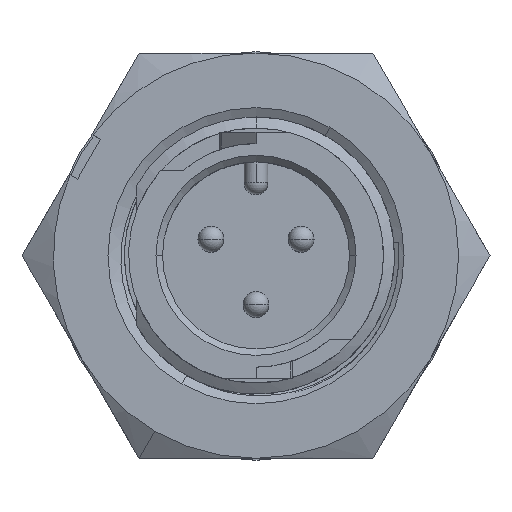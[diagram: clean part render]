
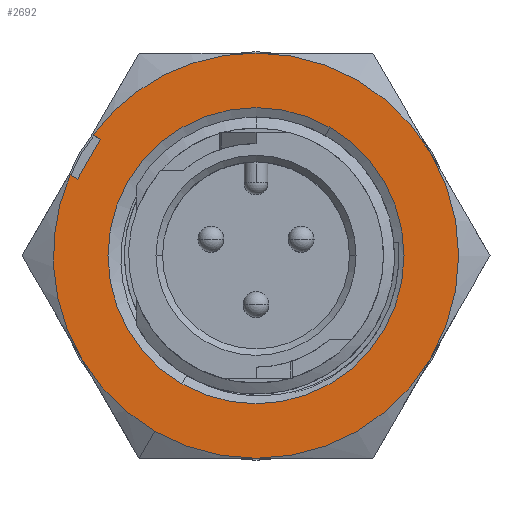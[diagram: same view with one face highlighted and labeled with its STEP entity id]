
A CAD part, top view. The second image highlights one B-rep face of the part: STEP entity #2692.
In plain terms, the highlighted planar face has unit normal (0, 0, 1).
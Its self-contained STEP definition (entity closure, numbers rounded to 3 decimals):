
#77 = CARTESIAN_POINT ( 'NONE',  ( 0., 0., 10.236 ) ) ;
#161 = VERTEX_POINT ( 'NONE', #3725 ) ;
#391 = CIRCLE ( 'NONE', #12723, 5.753 ) ;
#392 = VERTEX_POINT ( 'NONE', #11426 ) ;
#399 = EDGE_CURVE ( 'NONE', #8687, #9478, #2309, .T. ) ;
#562 = CARTESIAN_POINT ( 'NONE',  ( 13.638, -7.874, 10.236 ) ) ;
#606 = DIRECTION ( 'NONE',  ( 0.5, 0.866, 0. ) ) ;
#733 = VECTOR ( 'NONE', #606, 1000. ) ;
#859 = VERTEX_POINT ( 'NONE', #8665 ) ;
#947 = CARTESIAN_POINT ( 'NONE',  ( -6.045, 4.516, 10.236 ) ) ;
#1144 = EDGE_CURVE ( 'NONE', #6673, #2480, #1209, .T. ) ;
#1209 = CIRCLE ( 'NONE', #9282, 7.874 ) ;
#1499 = CARTESIAN_POINT ( 'NONE',  ( -6.934, 2.977, 10.236 ) ) ;
#1525 = DIRECTION ( 'NONE',  ( 0., 0., -1. ) ) ;
#1563 = AXIS2_PLACEMENT_3D ( 'NONE', #7134, #6075, #10986 ) ;
#1864 = DIRECTION ( 'NONE',  ( -0.5, -0.866, 0. ) ) ;
#1868 = FACE_OUTER_BOUND ( 'NONE', #8830, .T. ) ;
#2039 = DIRECTION ( 'NONE',  ( -0.5, -0.866, 0. ) ) ;
#2060 = CARTESIAN_POINT ( 'NONE',  ( 0., -7.874, 10.236 ) ) ;
#2084 = DIRECTION ( 'NONE',  ( 0., 0., -1. ) ) ;
#2125 = ORIENTED_EDGE ( 'NONE', *, *, #13043, .F. ) ;
#2172 = DIRECTION ( 'NONE',  ( 0., 0., -1. ) ) ;
#2201 = AXIS2_PLACEMENT_3D ( 'NONE', #77, #8199, #1864 ) ;
#2211 = DIRECTION ( 'NONE',  ( -0.5, -0.866, 0. ) ) ;
#2309 = LINE ( 'NONE', #4411, #10821 ) ;
#2375 = EDGE_CURVE ( 'NONE', #392, #4335, #391, .T. ) ;
#2424 = CIRCLE ( 'NONE', #10919, 7.874 ) ;
#2480 = VERTEX_POINT ( 'NONE', #7358 ) ;
#2538 = LINE ( 'NONE', #6596, #733 ) ;
#2633 = VERTEX_POINT ( 'NONE', #5004 ) ;
#2692 = ADVANCED_FACE ( 'NONE', ( #8991, #1868 ), #5936, .F. ) ;
#2720 = AXIS2_PLACEMENT_3D ( 'NONE', #11245, #12245, #7999 ) ;
#2845 = CIRCLE ( 'NONE', #1563, 7.874 ) ;
#2897 = DIRECTION ( 'NONE',  ( 0., 0., -1. ) ) ;
#3046 = DIRECTION ( 'NONE',  ( -0.5, -0.866, 0. ) ) ;
#3048 = EDGE_CURVE ( 'NONE', #9478, #161, #13163, .T. ) ;
#3357 = CARTESIAN_POINT ( 'NONE',  ( 6.819, -3.937, 10.236 ) ) ;
#3519 = EDGE_CURVE ( 'NONE', #6397, #6673, #2424, .T. ) ;
#3725 = CARTESIAN_POINT ( 'NONE',  ( 0., 7.874, 10.236 ) ) ;
#3962 = CARTESIAN_POINT ( 'NONE',  ( 0., 0., 10.236 ) ) ;
#4001 = EDGE_CURVE ( 'NONE', #4335, #392, #12412, .T. ) ;
#4084 = CARTESIAN_POINT ( 'NONE',  ( 0., 0., 10.236 ) ) ;
#4288 = ORIENTED_EDGE ( 'NONE', *, *, #9769, .F. ) ;
#4335 = VERTEX_POINT ( 'NONE', #8145 ) ;
#4411 = CARTESIAN_POINT ( 'NONE',  ( -7.296, 5.239, 10.236 ) ) ;
#4668 = AXIS2_PLACEMENT_3D ( 'NONE', #562, #11127, #9988 ) ;
#5004 = CARTESIAN_POINT ( 'NONE',  ( -6.819, -3.937, 10.236 ) ) ;
#5039 = CARTESIAN_POINT ( 'NONE',  ( 0., 0., 10.236 ) ) ;
#5377 = ORIENTED_EDGE ( 'NONE', *, *, #2375, .T. ) ;
#5492 = CARTESIAN_POINT ( 'NONE',  ( 0., 0., 10.236 ) ) ;
#5543 = CARTESIAN_POINT ( 'NONE',  ( 0., 0., 10.236 ) ) ;
#5675 = DIRECTION ( 'NONE',  ( -0.866, 0.5, 0. ) ) ;
#5936 = PLANE ( 'NONE',  #4668 ) ;
#6064 = CIRCLE ( 'NONE', #8812, 7.874 ) ;
#6075 = DIRECTION ( 'NONE',  ( 0., 0., -1. ) ) ;
#6259 = CARTESIAN_POINT ( 'NONE',  ( 6.819, 3.937, 10.236 ) ) ;
#6341 = DIRECTION ( 'NONE',  ( 0., 0., -1. ) ) ;
#6397 = VERTEX_POINT ( 'NONE', #3357 ) ;
#6596 = CARTESIAN_POINT ( 'NONE',  ( -6.934, 2.977, 10.236 ) ) ;
#6673 = VERTEX_POINT ( 'NONE', #2060 ) ;
#7134 = CARTESIAN_POINT ( 'NONE',  ( 0., 0., 10.236 ) ) ;
#7257 = VERTEX_POINT ( 'NONE', #1499 ) ;
#7344 = DIRECTION ( 'NONE',  ( -0.5, -0.866, 0. ) ) ;
#7358 = CARTESIAN_POINT ( 'NONE',  ( -3.937, -6.819, 10.236 ) ) ;
#7492 = DIRECTION ( 'NONE',  ( 0., 0., -1. ) ) ;
#7861 = ORIENTED_EDGE ( 'NONE', *, *, #399, .F. ) ;
#7999 = DIRECTION ( 'NONE',  ( -0.5, -0.866, 0. ) ) ;
#8118 = ORIENTED_EDGE ( 'NONE', *, *, #9330, .F. ) ;
#8145 = CARTESIAN_POINT ( 'NONE',  ( 2.877, 4.982, 10.236 ) ) ;
#8199 = DIRECTION ( 'NONE',  ( 0., 0., -1. ) ) ;
#8457 = CIRCLE ( 'NONE', #2720, 7.874 ) ;
#8486 = DIRECTION ( 'NONE',  ( -0.5, -0.866, 0. ) ) ;
#8583 = CARTESIAN_POINT ( 'NONE',  ( 0., 0., 10.236 ) ) ;
#8665 = CARTESIAN_POINT ( 'NONE',  ( -7.22, 3.142, 10.236 ) ) ;
#8687 = VERTEX_POINT ( 'NONE', #947 ) ;
#8735 = ORIENTED_EDGE ( 'NONE', *, *, #3519, .F. ) ;
#8812 = AXIS2_PLACEMENT_3D ( 'NONE', #8583, #1525, #9708 ) ;
#8830 = EDGE_LOOP ( 'NONE', ( #9367, #7861, #2125, #12682, #12882, #4288, #13153, #8735, #8118, #11680 ) ) ;
#8991 = FACE_BOUND ( 'NONE', #10073, .T. ) ;
#9162 = LINE ( 'NONE', #11300, #9437 ) ;
#9282 = AXIS2_PLACEMENT_3D ( 'NONE', #4084, #2084, #2211 ) ;
#9330 = EDGE_CURVE ( 'NONE', #9926, #6397, #8457, .T. ) ;
#9367 = ORIENTED_EDGE ( 'NONE', *, *, #3048, .F. ) ;
#9432 = ORIENTED_EDGE ( 'NONE', *, *, #4001, .T. ) ;
#9437 = VECTOR ( 'NONE', #11115, 1000. ) ;
#9478 = VERTEX_POINT ( 'NONE', #9735 ) ;
#9708 = DIRECTION ( 'NONE',  ( -0.5, -0.866, 0. ) ) ;
#9735 = CARTESIAN_POINT ( 'NONE',  ( -6.331, 4.682, 10.236 ) ) ;
#9769 = EDGE_CURVE ( 'NONE', #2480, #2633, #2845, .T. ) ;
#9826 = EDGE_CURVE ( 'NONE', #161, #9926, #10268, .T. ) ;
#9926 = VERTEX_POINT ( 'NONE', #6259 ) ;
#9988 = DIRECTION ( 'NONE',  ( 0., -1., 0. ) ) ;
#10073 = EDGE_LOOP ( 'NONE', ( #9432, #5377 ) ) ;
#10268 = CIRCLE ( 'NONE', #2201, 7.874 ) ;
#10592 = AXIS2_PLACEMENT_3D ( 'NONE', #5543, #6341, #7344 ) ;
#10821 = VECTOR ( 'NONE', #5675, 1000. ) ;
#10919 = AXIS2_PLACEMENT_3D ( 'NONE', #3962, #2897, #3046 ) ;
#10986 = DIRECTION ( 'NONE',  ( -0.5, -0.866, 0. ) ) ;
#11115 = DIRECTION ( 'NONE',  ( 0.866, -0.5, 0. ) ) ;
#11127 = DIRECTION ( 'NONE',  ( 0., 0., -1. ) ) ;
#11245 = CARTESIAN_POINT ( 'NONE',  ( 0., 0., 10.236 ) ) ;
#11300 = CARTESIAN_POINT ( 'NONE',  ( -8.185, 3.699, 10.236 ) ) ;
#11426 = CARTESIAN_POINT ( 'NONE',  ( -2.877, -4.982, 10.236 ) ) ;
#11680 = ORIENTED_EDGE ( 'NONE', *, *, #9826, .F. ) ;
#11976 = AXIS2_PLACEMENT_3D ( 'NONE', #5039, #2172, #2039 ) ;
#12245 = DIRECTION ( 'NONE',  ( 0., 0., -1. ) ) ;
#12412 = CIRCLE ( 'NONE', #11976, 5.753 ) ;
#12637 = EDGE_CURVE ( 'NONE', #859, #7257, #9162, .T. ) ;
#12682 = ORIENTED_EDGE ( 'NONE', *, *, #12637, .F. ) ;
#12723 = AXIS2_PLACEMENT_3D ( 'NONE', #5492, #7492, #8486 ) ;
#12882 = ORIENTED_EDGE ( 'NONE', *, *, #13131, .F. ) ;
#13043 = EDGE_CURVE ( 'NONE', #7257, #8687, #2538, .T. ) ;
#13131 = EDGE_CURVE ( 'NONE', #2633, #859, #6064, .T. ) ;
#13153 = ORIENTED_EDGE ( 'NONE', *, *, #1144, .F. ) ;
#13163 = CIRCLE ( 'NONE', #10592, 7.874 ) ;
